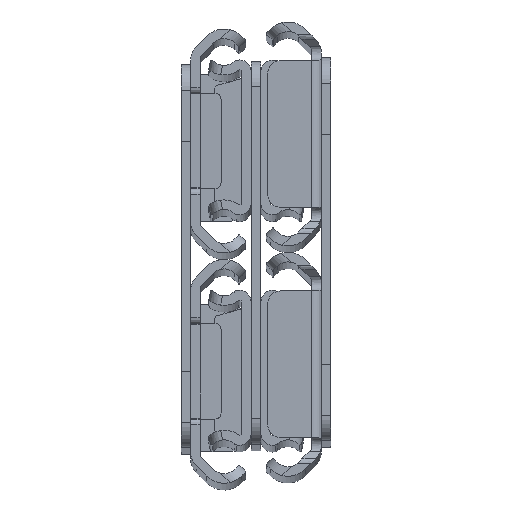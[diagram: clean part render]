
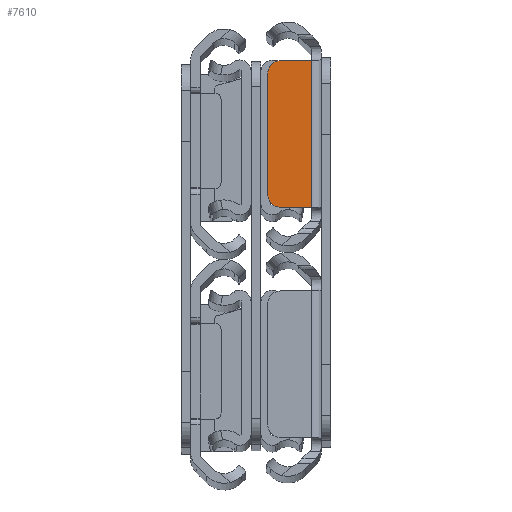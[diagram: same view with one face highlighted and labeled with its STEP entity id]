
A CAD part, top view. The second image highlights one B-rep face of the part: STEP entity #7610.
In plain terms, the highlighted face is planar.
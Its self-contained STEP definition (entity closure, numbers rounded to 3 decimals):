
#356 = DIRECTION ( 'NONE',  ( 1., 0., 0. ) ) ;
#414 = EDGE_CURVE ( 'NONE', #8239, #435, #4433, .T. ) ;
#435 = VERTEX_POINT ( 'NONE', #2618 ) ;
#1071 = PLANE ( 'NONE',  #1514 ) ;
#1194 = EDGE_CURVE ( 'NONE', #5670, #2710, #3129, .T. ) ;
#1261 = AXIS2_PLACEMENT_3D ( 'NONE', #3162, #2572, #5098 ) ;
#1376 = DIRECTION ( 'NONE',  ( 0., 1., 0. ) ) ;
#1418 = CARTESIAN_POINT ( 'NONE',  ( 4.9, -11.5, -609.6 ) ) ;
#1467 = ORIENTED_EDGE ( 'NONE', *, *, #6071, .T. ) ;
#1495 = CARTESIAN_POINT ( 'NONE',  ( 0., -11.5, -609.6 ) ) ;
#1514 = AXIS2_PLACEMENT_3D ( 'NONE', #3003, #5569, #8107 ) ;
#1914 = VECTOR ( 'NONE', #4966, 1000. ) ;
#2011 = LINE ( 'NONE', #4574, #3225 ) ;
#2078 = VERTEX_POINT ( 'NONE', #4529 ) ;
#2137 = ORIENTED_EDGE ( 'NONE', *, *, #414, .T. ) ;
#2242 = DIRECTION ( 'NONE',  ( -1., 0., 0. ) ) ;
#2556 = CARTESIAN_POINT ( 'NONE',  ( 4.9, 11.5, -609.6 ) ) ;
#2572 = DIRECTION ( 'NONE',  ( 0., 0., -1. ) ) ;
#2583 = VECTOR ( 'NONE', #7731, 1000. ) ;
#2618 = CARTESIAN_POINT ( 'NONE',  ( 0., 11.5, -609.6 ) ) ;
#2710 = VERTEX_POINT ( 'NONE', #1418 ) ;
#2776 = CARTESIAN_POINT ( 'NONE',  ( 1.5, -11.5, -609.6 ) ) ;
#2796 = CARTESIAN_POINT ( 'NONE',  ( 6.9, -9.5, -609.6 ) ) ;
#2807 = ORIENTED_EDGE ( 'NONE', *, *, #6723, .T. ) ;
#2943 = CARTESIAN_POINT ( 'NONE',  ( 1.5, 11.5, -609.6 ) ) ;
#3003 = CARTESIAN_POINT ( 'NONE',  ( 1.5, 12.665, -609.6 ) ) ;
#3129 = CIRCLE ( 'NONE', #1261, 2. ) ;
#3162 = CARTESIAN_POINT ( 'NONE',  ( 4.9, -9.5, -609.6 ) ) ;
#3207 = CARTESIAN_POINT ( 'NONE',  ( 0., 11.5, -609.6 ) ) ;
#3225 = VECTOR ( 'NONE', #1376, 1000. ) ;
#3588 = DIRECTION ( 'NONE',  ( 0., 0., -1. ) ) ;
#3841 = VERTEX_POINT ( 'NONE', #2556 ) ;
#3878 = EDGE_LOOP ( 'NONE', ( #1467, #2137, #2807, #6667, #4577, #7374 ) ) ;
#4220 = FACE_OUTER_BOUND ( 'NONE', #3878, .T. ) ;
#4433 = LINE ( 'NONE', #3207, #2583 ) ;
#4529 = CARTESIAN_POINT ( 'NONE',  ( 6.9, 9.5, -609.6 ) ) ;
#4574 = CARTESIAN_POINT ( 'NONE',  ( 6.9, -11.5, -609.6 ) ) ;
#4577 = ORIENTED_EDGE ( 'NONE', *, *, #8229, .F. ) ;
#4966 = DIRECTION ( 'NONE',  ( 1., 0., 0. ) ) ;
#5098 = DIRECTION ( 'NONE',  ( 1., 0., 0. ) ) ;
#5522 = CARTESIAN_POINT ( 'NONE',  ( 4.9, 9.5, -609.6 ) ) ;
#5569 = DIRECTION ( 'NONE',  ( 0., 0., 1. ) ) ;
#5670 = VERTEX_POINT ( 'NONE', #2796 ) ;
#6071 = EDGE_CURVE ( 'NONE', #2710, #8239, #6591, .T. ) ;
#6222 = AXIS2_PLACEMENT_3D ( 'NONE', #5522, #3588, #356 ) ;
#6591 = LINE ( 'NONE', #2776, #8188 ) ;
#6667 = ORIENTED_EDGE ( 'NONE', *, *, #7549, .T. ) ;
#6723 = EDGE_CURVE ( 'NONE', #435, #3841, #8138, .T. ) ;
#6877 = CIRCLE ( 'NONE', #6222, 2. ) ;
#7374 = ORIENTED_EDGE ( 'NONE', *, *, #1194, .T. ) ;
#7549 = EDGE_CURVE ( 'NONE', #3841, #2078, #6877, .T. ) ;
#7610 = ADVANCED_FACE ( 'NONE', ( #4220 ), #1071, .F. ) ;
#7731 = DIRECTION ( 'NONE',  ( 0., 1., 0. ) ) ;
#8107 = DIRECTION ( 'NONE',  ( 1., 0., 0. ) ) ;
#8138 = LINE ( 'NONE', #2943, #1914 ) ;
#8188 = VECTOR ( 'NONE', #2242, 1000. ) ;
#8229 = EDGE_CURVE ( 'NONE', #5670, #2078, #2011, .T. ) ;
#8239 = VERTEX_POINT ( 'NONE', #1495 ) ;
